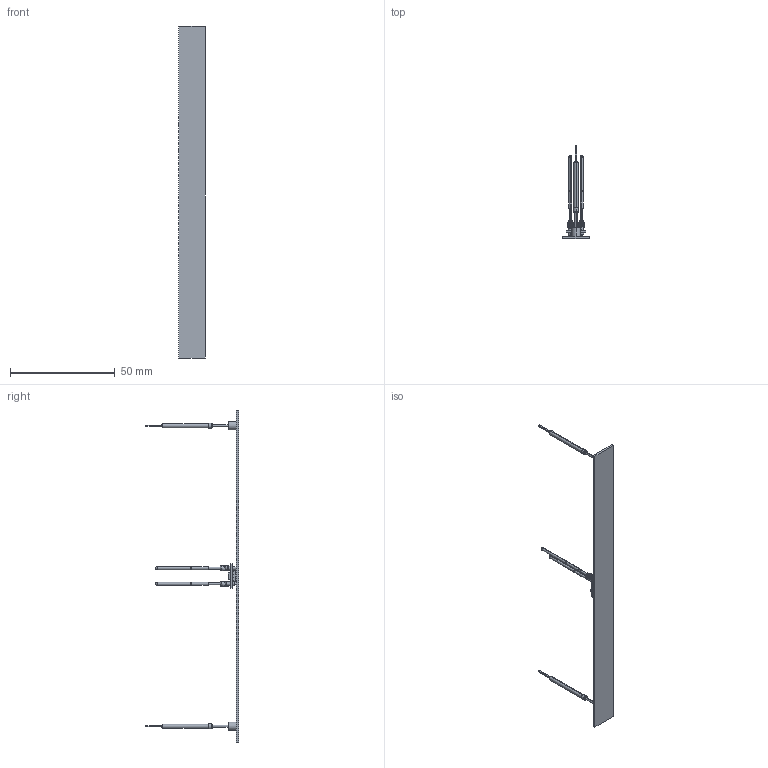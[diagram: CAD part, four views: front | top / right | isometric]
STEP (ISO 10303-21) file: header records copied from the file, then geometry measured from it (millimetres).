
FILE_DESCRIPTION (( 'STEP AP214' ), '1' );
FILE_NAME ('INGUN_54776.STEP', '2021-05-12T12:57:04', ( '' ), ( '' ), 'SwSTEP 2.0', 'SolidWorks 2018', '' );
FILE_SCHEMA (( 'AUTOMOTIVE_DESIGN' ));
Length unit declared in the file: millimetre
Products named in the file (1): INGUN_54776
Bounding box: 12.7 x 44.5 x 158.75 mm (x, y, z)
Volume: 2568.2 mm3; surface area: 5658.5 mm2
Topology: 1 solids, 1 shells, 635 faces, 1587 edges, 1010 vertices
Faces by surface type: plane 297, bspline 209, cylinder 97, torus 16, cone 16
Entity records: 38648 total; most frequent: CARTESIAN_POINT 19723, ORIENTED_EDGE 3166, DIRECTION 2195, EDGE_CURVE 1583, VERTEX_POINT 1010, LINE 877, VECTOR 877, EDGE_LOOP 725
